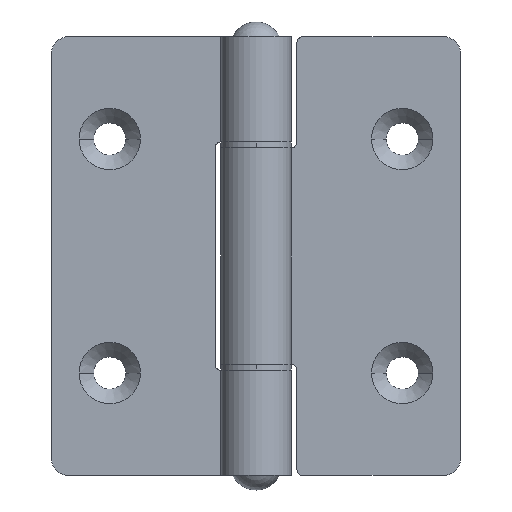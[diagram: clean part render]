
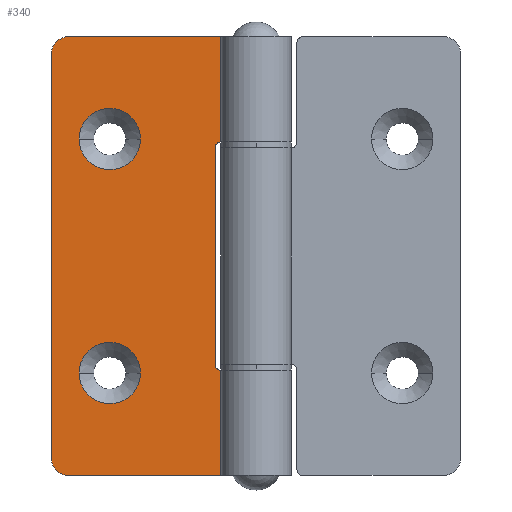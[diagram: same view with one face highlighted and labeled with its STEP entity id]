
A CAD part, top view. The second image highlights one B-rep face of the part: STEP entity #340.
In plain terms, the highlighted planar face has unit normal (0, 0, 1).
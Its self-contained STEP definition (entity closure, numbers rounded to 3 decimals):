
#92 = VERTEX_POINT ( 'NONE', #720 ) ;
#93 = EDGE_CURVE ( 'NONE', #98, #92, #718, .T. ) ;
#94 = ORIENTED_EDGE ( 'NONE', *, *, #2433, .T. ) ;
#95 = ORIENTED_EDGE ( 'NONE', *, *, #96, .T. ) ;
#96 = EDGE_CURVE ( 'NONE', #99, #98, #713, .T. ) ;
#97 = ORIENTED_EDGE ( 'NONE', *, *, #93, .T. ) ;
#98 = VERTEX_POINT ( 'NONE', #771 ) ;
#99 = VERTEX_POINT ( 'NONE', #770 ) ;
#100 = ORIENTED_EDGE ( 'NONE', *, *, #106, .F. ) ;
#101 = VERTEX_POINT ( 'NONE', #769 ) ;
#102 = ORIENTED_EDGE ( 'NONE', *, *, #103, .T. ) ;
#103 = EDGE_CURVE ( 'NONE', #109, #101, #768, .T. ) ;
#105 = EDGE_CURVE ( 'NONE', #337, #109, #764, .T. ) ;
#106 = EDGE_CURVE ( 'NONE', #99, #101, #759, .T. ) ;
#107 = ORIENTED_EDGE ( 'NONE', *, *, #345, .T. ) ;
#108 = ORIENTED_EDGE ( 'NONE', *, *, #105, .T. ) ;
#109 = VERTEX_POINT ( 'NONE', #755 ) ;
#327 = EDGE_CURVE ( 'NONE', #460, #457, #1123, .T. ) ;
#328 = ORIENTED_EDGE ( 'NONE', *, *, #327, .F. ) ;
#331 = EDGE_CURVE ( 'NONE', #435, #432, #1110, .T. ) ;
#332 = ORIENTED_EDGE ( 'NONE', *, *, #331, .F. ) ;
#336 = EDGE_LOOP ( 'NONE', ( #332, #344 ) ) ;
#337 = VERTEX_POINT ( 'NONE', #1105 ) ;
#340 = ADVANCED_FACE ( 'NONE', ( #1100, #1099, #1098 ), #1097, .F. ) ;
#341 = VERTEX_POINT ( 'NONE', #1157 ) ;
#343 = EDGE_LOOP ( 'NONE', ( #328, #549 ) ) ;
#344 = ORIENTED_EDGE ( 'NONE', *, *, #434, .F. ) ;
#345 = EDGE_CURVE ( 'NONE', #341, #337, #1152, .T. ) ;
#432 = VERTEX_POINT ( 'NONE', #1315 ) ;
#434 = EDGE_CURVE ( 'NONE', #432, #435, #1314, .T. ) ;
#435 = VERTEX_POINT ( 'NONE', #1309 ) ;
#457 = VERTEX_POINT ( 'NONE', #1328 ) ;
#459 = EDGE_CURVE ( 'NONE', #457, #460, #1327, .T. ) ;
#460 = VERTEX_POINT ( 'NONE', #1322 ) ;
#548 = EDGE_LOOP ( 'NONE', ( #107, #108, #102, #100, #95, #97, #94, #2428, #2438, #2435, #2432, #2419 ) ) ;
#549 = ORIENTED_EDGE ( 'NONE', *, *, #459, .F. ) ;
#568 = EDGE_CURVE ( 'NONE', #569, #570, #1524, .T. ) ;
#569 = VERTEX_POINT ( 'NONE', #1515 ) ;
#570 = VERTEX_POINT ( 'NONE', #1514 ) ;
#713 = LINE ( 'NONE', #719, #773 ) ;
#714 = DIRECTION ( 'NONE',  ( -1., 0., 0. ) ) ;
#715 = DIRECTION ( 'NONE',  ( 0., 0., -1. ) ) ;
#716 = CARTESIAN_POINT ( 'NONE',  ( -6., -18.5, -3. ) ) ;
#717 = AXIS2_PLACEMENT_3D ( 'NONE', #716, #715, #714 ) ;
#718 = CIRCLE ( 'NONE', #717, 1. ) ;
#719 = CARTESIAN_POINT ( 'NONE',  ( -35., -19.5, -3. ) ) ;
#720 = CARTESIAN_POINT ( 'NONE',  ( -7., -18.5, -3. ) ) ;
#755 = CARTESIAN_POINT ( 'NONE',  ( -32., -37.5, -3. ) ) ;
#756 = DIRECTION ( 'NONE',  ( 0., -1., 0. ) ) ;
#757 = VECTOR ( 'NONE', #756, 1000. ) ;
#758 = CARTESIAN_POINT ( 'NONE',  ( 0., 37.5, -3. ) ) ;
#759 = LINE ( 'NONE', #758, #757 ) ;
#760 = DIRECTION ( 'NONE',  ( -1., 0., 0. ) ) ;
#761 = DIRECTION ( 'NONE',  ( 0., 0., 1. ) ) ;
#762 = CARTESIAN_POINT ( 'NONE',  ( -32., -34.5, -3. ) ) ;
#763 = AXIS2_PLACEMENT_3D ( 'NONE', #762, #761, #760 ) ;
#764 = CIRCLE ( 'NONE', #763, 3. ) ;
#765 = DIRECTION ( 'NONE',  ( 1., 0., 0. ) ) ;
#766 = VECTOR ( 'NONE', #765, 1000. ) ;
#767 = CARTESIAN_POINT ( 'NONE',  ( -35., -37.5, -3. ) ) ;
#768 = LINE ( 'NONE', #767, #766 ) ;
#769 = CARTESIAN_POINT ( 'NONE',  ( 0., -37.5, -3. ) ) ;
#770 = CARTESIAN_POINT ( 'NONE',  ( 0., -19.5, -3. ) ) ;
#771 = CARTESIAN_POINT ( 'NONE',  ( -6., -19.5, -3. ) ) ;
#772 = DIRECTION ( 'NONE',  ( -1., 0., 0. ) ) ;
#773 = VECTOR ( 'NONE', #772, 1000. ) ;
#1067 = CARTESIAN_POINT ( 'NONE',  ( -25., -20., -3. ) ) ;
#1095 = CARTESIAN_POINT ( 'NONE',  ( -35., 37.5, -3. ) ) ;
#1096 = AXIS2_PLACEMENT_3D ( 'NONE', #1095, #1159, #1158 ) ;
#1097 = PLANE ( 'NONE',  #1096 ) ;
#1098 = FACE_OUTER_BOUND ( 'NONE', #548, .T. ) ;
#1099 = FACE_BOUND ( 'NONE', #343, .T. ) ;
#1100 = FACE_BOUND ( 'NONE', #336, .T. ) ;
#1105 = CARTESIAN_POINT ( 'NONE',  ( -35., -34.5, -3. ) ) ;
#1106 = DIRECTION ( 'NONE',  ( 1., 0., 0. ) ) ;
#1107 = DIRECTION ( 'NONE',  ( 0., 0., 1. ) ) ;
#1108 = CARTESIAN_POINT ( 'NONE',  ( -25., 20., -3. ) ) ;
#1109 = AXIS2_PLACEMENT_3D ( 'NONE', #1108, #1107, #1106 ) ;
#1110 = CIRCLE ( 'NONE', #1109, 5.25 ) ;
#1120 = DIRECTION ( 'NONE',  ( 1., 0., 0. ) ) ;
#1121 = DIRECTION ( 'NONE',  ( 0., 0., 1. ) ) ;
#1122 = AXIS2_PLACEMENT_3D ( 'NONE', #1067, #1121, #1120 ) ;
#1123 = CIRCLE ( 'NONE', #1122, 5.25 ) ;
#1149 = DIRECTION ( 'NONE',  ( 0., -1., 0. ) ) ;
#1150 = VECTOR ( 'NONE', #1149, 1000. ) ;
#1151 = CARTESIAN_POINT ( 'NONE',  ( -35., 37.5, -3. ) ) ;
#1152 = LINE ( 'NONE', #1151, #1150 ) ;
#1157 = CARTESIAN_POINT ( 'NONE',  ( -35., 34.5, -3. ) ) ;
#1158 = DIRECTION ( 'NONE',  ( -1., 0., 0. ) ) ;
#1159 = DIRECTION ( 'NONE',  ( 0., 0., -1. ) ) ;
#1309 = CARTESIAN_POINT ( 'NONE',  ( -19.75, 20., -3. ) ) ;
#1310 = DIRECTION ( 'NONE',  ( 1., 0., 0. ) ) ;
#1311 = DIRECTION ( 'NONE',  ( 0., 0., 1. ) ) ;
#1312 = CARTESIAN_POINT ( 'NONE',  ( -25., 20., -3. ) ) ;
#1313 = AXIS2_PLACEMENT_3D ( 'NONE', #1312, #1311, #1310 ) ;
#1314 = CIRCLE ( 'NONE', #1313, 5.25 ) ;
#1315 = CARTESIAN_POINT ( 'NONE',  ( -30.25, 20., -3. ) ) ;
#1322 = CARTESIAN_POINT ( 'NONE',  ( -19.75, -20., -3. ) ) ;
#1323 = DIRECTION ( 'NONE',  ( 1., 0., 0. ) ) ;
#1324 = DIRECTION ( 'NONE',  ( 0., 0., 1. ) ) ;
#1325 = CARTESIAN_POINT ( 'NONE',  ( -25., -20., -3. ) ) ;
#1326 = AXIS2_PLACEMENT_3D ( 'NONE', #1325, #1324, #1323 ) ;
#1327 = CIRCLE ( 'NONE', #1326, 5.25 ) ;
#1328 = CARTESIAN_POINT ( 'NONE',  ( -30.25, -20., -3. ) ) ;
#1514 = CARTESIAN_POINT ( 'NONE',  ( 0., 19.5, -3. ) ) ;
#1515 = CARTESIAN_POINT ( 'NONE',  ( 0., 37.5, -3. ) ) ;
#1516 = DIRECTION ( 'NONE',  ( 0., -1., 0. ) ) ;
#1517 = VECTOR ( 'NONE', #1516, 1000. ) ;
#1518 = CARTESIAN_POINT ( 'NONE',  ( 0., 37.5, -3. ) ) ;
#1524 = LINE ( 'NONE', #1518, #1517 ) ;
#1547 = CARTESIAN_POINT ( 'NONE',  ( -32., 37.5, -3. ) ) ;
#1575 = DIRECTION ( 'NONE',  ( 1., 0., 0. ) ) ;
#1576 = VECTOR ( 'NONE', #1575, 1000. ) ;
#1577 = CARTESIAN_POINT ( 'NONE',  ( -35., 19.5, -3. ) ) ;
#1578 = LINE ( 'NONE', #1577, #1576 ) ;
#1579 = DIRECTION ( 'NONE',  ( -1., 0., 0. ) ) ;
#1580 = DIRECTION ( 'NONE',  ( 0., 0., -1. ) ) ;
#1581 = CARTESIAN_POINT ( 'NONE',  ( -6., 18.5, -3. ) ) ;
#1582 = AXIS2_PLACEMENT_3D ( 'NONE', #1581, #1580, #1579 ) ;
#1583 = CIRCLE ( 'NONE', #1582, 1. ) ;
#1584 = CARTESIAN_POINT ( 'NONE',  ( -7., 18.5, -3. ) ) ;
#1585 = DIRECTION ( 'NONE',  ( 0., 1., 0. ) ) ;
#1586 = VECTOR ( 'NONE', #1585, 1000. ) ;
#1587 = CARTESIAN_POINT ( 'NONE',  ( -7., 37.5, -3. ) ) ;
#1593 = LINE ( 'NONE', #1587, #1586 ) ;
#1595 = DIRECTION ( 'NONE',  ( 1., 0., 0. ) ) ;
#1596 = VECTOR ( 'NONE', #1595, 1000. ) ;
#1597 = CARTESIAN_POINT ( 'NONE',  ( -35., 37.5, -3. ) ) ;
#1598 = DIRECTION ( 'NONE',  ( -1., 0., 0. ) ) ;
#1599 = DIRECTION ( 'NONE',  ( 0., 0., 1. ) ) ;
#1600 = CARTESIAN_POINT ( 'NONE',  ( -32., 34.5, -3. ) ) ;
#1601 = AXIS2_PLACEMENT_3D ( 'NONE', #1600, #1599, #1598 ) ;
#1602 = CIRCLE ( 'NONE', #1601, 3. ) ;
#1603 = LINE ( 'NONE', #1597, #1596 ) ;
#1604 = CARTESIAN_POINT ( 'NONE',  ( -6., 19.5, -3. ) ) ;
#2416 = VERTEX_POINT ( 'NONE', #1547 ) ;
#2419 = ORIENTED_EDGE ( 'NONE', *, *, #2429, .T. ) ;
#2423 = VERTEX_POINT ( 'NONE', #1604 ) ;
#2428 = ORIENTED_EDGE ( 'NONE', *, *, #2436, .T. ) ;
#2429 = EDGE_CURVE ( 'NONE', #2416, #341, #1602, .T. ) ;
#2430 = EDGE_CURVE ( 'NONE', #2416, #569, #1603, .T. ) ;
#2432 = ORIENTED_EDGE ( 'NONE', *, *, #2430, .F. ) ;
#2433 = EDGE_CURVE ( 'NONE', #92, #2434, #1593, .T. ) ;
#2434 = VERTEX_POINT ( 'NONE', #1584 ) ;
#2435 = ORIENTED_EDGE ( 'NONE', *, *, #568, .F. ) ;
#2436 = EDGE_CURVE ( 'NONE', #2434, #2423, #1583, .T. ) ;
#2437 = EDGE_CURVE ( 'NONE', #2423, #570, #1578, .T. ) ;
#2438 = ORIENTED_EDGE ( 'NONE', *, *, #2437, .T. ) ;
